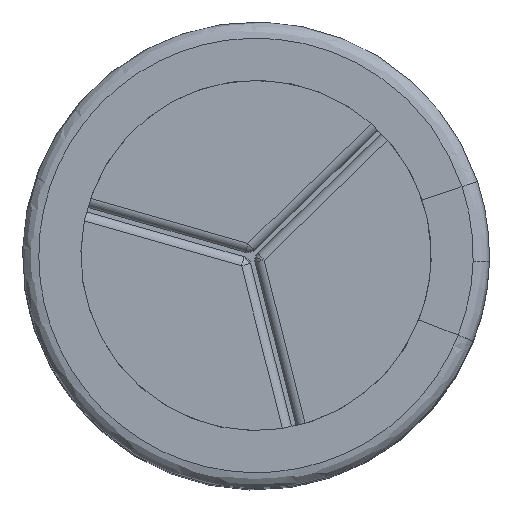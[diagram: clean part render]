
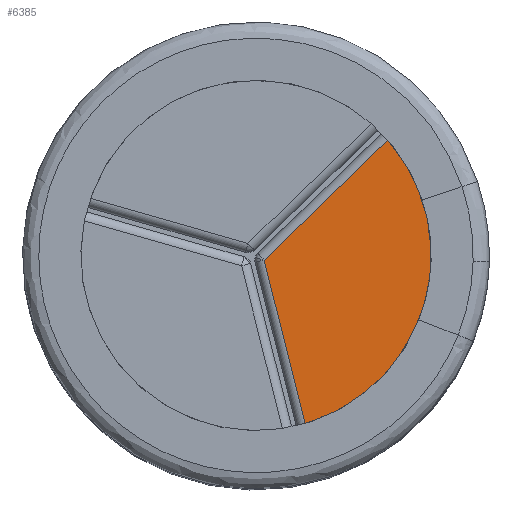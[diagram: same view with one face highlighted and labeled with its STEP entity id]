
A CAD part, top view. The second image highlights one B-rep face of the part: STEP entity #6385.
In plain terms, the highlighted planar face has unit normal (0, 0, 1).
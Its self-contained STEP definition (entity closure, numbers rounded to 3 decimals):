
#5105 = VERTEX_POINT('',#5106);
#5106 = CARTESIAN_POINT('',(-0.022,-0.098,
    0.));
#5120 = CYLINDRICAL_SURFACE('',#5121,0.1);
#5121 = AXIS2_PLACEMENT_3D('',#5122,#5123,#5124);
#5122 = CARTESIAN_POINT('',(0.033,-0.065,
    -0.1));
#5123 = DIRECTION('',(-0.855,-0.519,0.));
#5124 = DIRECTION('',(0.519,-0.855,0.));
#5171 = CYLINDRICAL_SURFACE('',#5172,0.1);
#5172 = AXIS2_PLACEMENT_3D('',#5173,#5174,#5175);
#5173 = CARTESIAN_POINT('',(1.036,-0.679,-0.1));
#5174 = DIRECTION('',(-0.877,0.481,0.));
#5175 = DIRECTION('',(-0.481,-0.877,0.));
#5573 = CYLINDRICAL_SURFACE('',#5574,1.875);
#5574 = AXIS2_PLACEMENT_3D('',#5575,#5576,#5577);
#5575 = CARTESIAN_POINT('',(0.,0.,0.));
#5576 = DIRECTION('',(0.,0.,-1.));
#5577 = DIRECTION('',(-1.,0.,0.));
#6015 = VERTEX_POINT('',#6016);
#6016 = CARTESIAN_POINT('',(1.595,-0.986,
    0.));
#6094 = EDGE_CURVE('',#6015,#6095,#6097,.T.);
#6095 = VERTEX_POINT('',#6096);
#6096 = CARTESIAN_POINT('',(-1.564,-1.034,
    0.));
#6097 = SURFACE_CURVE('',#6098,(#6103,#6110),.PCURVE_S1.);
#6098 = CIRCLE('',#6099,1.875);
#6099 = AXIS2_PLACEMENT_3D('',#6100,#6101,#6102);
#6100 = CARTESIAN_POINT('',(0.,0.,0.));
#6101 = DIRECTION('',(0.,0.,-1.));
#6102 = DIRECTION('',(-1.,0.,0.));
#6103 = PCURVE('',#5573,#6104);
#6104 = DEFINITIONAL_REPRESENTATION('',(#6105),#6109);
#6105 = LINE('',#6106,#6107);
#6106 = CARTESIAN_POINT('',(0.,0.));
#6107 = VECTOR('',#6108,1.);
#6108 = DIRECTION('',(1.,0.));
#6109 = ( GEOMETRIC_REPRESENTATION_CONTEXT(2) 
PARAMETRIC_REPRESENTATION_CONTEXT() REPRESENTATION_CONTEXT('2D SPACE',''
  ) );
#6110 = PCURVE('',#6111,#6116);
#6111 = PLANE('',#6112);
#6112 = AXIS2_PLACEMENT_3D('',#6113,#6114,#6115);
#6113 = CARTESIAN_POINT('',(0.,0.,
    0.));
#6114 = DIRECTION('',(0.,0.,1.));
#6115 = DIRECTION('',(1.,0.,0.));
#6116 = DEFINITIONAL_REPRESENTATION('',(#6117),#6125);
#6117 = ( BOUNDED_CURVE() B_SPLINE_CURVE(2,(#6118,#6119,#6120,#6121,
#6122,#6123,#6124),.UNSPECIFIED.,.T.,.F.) B_SPLINE_CURVE_WITH_KNOTS((1,2
    ,2,2,2,1),(-2.094,0.,2.094,4.189,
6.283,8.378),.UNSPECIFIED.) CURVE() 
GEOMETRIC_REPRESENTATION_ITEM() RATIONAL_B_SPLINE_CURVE((1.,0.5,1.,0.5,
1.,0.5,1.)) REPRESENTATION_ITEM('') );
#6118 = CARTESIAN_POINT('',(-1.875,0.));
#6119 = CARTESIAN_POINT('',(-1.875,3.248));
#6120 = CARTESIAN_POINT('',(0.938,1.624));
#6121 = CARTESIAN_POINT('',(3.75,0.));
#6122 = CARTESIAN_POINT('',(0.938,-1.624));
#6123 = CARTESIAN_POINT('',(-1.875,-3.248));
#6124 = CARTESIAN_POINT('',(-1.875,0.));
#6125 = ( GEOMETRIC_REPRESENTATION_CONTEXT(2) 
PARAMETRIC_REPRESENTATION_CONTEXT() REPRESENTATION_CONTEXT('2D SPACE',''
  ) );
#6385 = ADVANCED_FACE('',(#6386),#6111,.T.);
#6386 = FACE_BOUND('',#6387,.T.);
#6387 = EDGE_LOOP('',(#6388,#6409,#6410));
#6388 = ORIENTED_EDGE('',*,*,#6389,.T.);
#6389 = EDGE_CURVE('',#5105,#6095,#6390,.T.);
#6390 = SURFACE_CURVE('',#6391,(#6395,#6402),.PCURVE_S1.);
#6391 = LINE('',#6392,#6393);
#6392 = CARTESIAN_POINT('',(-0.022,-0.098,
    0.));
#6393 = VECTOR('',#6394,1.);
#6394 = DIRECTION('',(-0.855,-0.519,0.));
#6395 = PCURVE('',#6111,#6396);
#6396 = DEFINITIONAL_REPRESENTATION('',(#6397),#6401);
#6397 = LINE('',#6398,#6399);
#6398 = CARTESIAN_POINT('',(-0.022,-0.098));
#6399 = VECTOR('',#6400,1.);
#6400 = DIRECTION('',(-0.855,-0.519));
#6401 = ( GEOMETRIC_REPRESENTATION_CONTEXT(2) 
PARAMETRIC_REPRESENTATION_CONTEXT() REPRESENTATION_CONTEXT('2D SPACE',''
  ) );
#6402 = PCURVE('',#5120,#6403);
#6403 = DEFINITIONAL_REPRESENTATION('',(#6404),#6408);
#6404 = LINE('',#6405,#6406);
#6405 = CARTESIAN_POINT('',(1.571,0.064));
#6406 = VECTOR('',#6407,1.);
#6407 = DIRECTION('',(0.,1.));
#6408 = ( GEOMETRIC_REPRESENTATION_CONTEXT(2) 
PARAMETRIC_REPRESENTATION_CONTEXT() REPRESENTATION_CONTEXT('2D SPACE',''
  ) );
#6409 = ORIENTED_EDGE('',*,*,#6094,.F.);
#6410 = ORIENTED_EDGE('',*,*,#6411,.T.);
#6411 = EDGE_CURVE('',#6015,#5105,#6412,.T.);
#6412 = SURFACE_CURVE('',#6413,(#6417,#6424),.PCURVE_S1.);
#6413 = LINE('',#6414,#6415);
#6414 = CARTESIAN_POINT('',(1.595,-0.986,0.));
#6415 = VECTOR('',#6416,1.);
#6416 = DIRECTION('',(-0.877,0.481,0.));
#6417 = PCURVE('',#6111,#6418);
#6418 = DEFINITIONAL_REPRESENTATION('',(#6419),#6423);
#6419 = LINE('',#6420,#6421);
#6420 = CARTESIAN_POINT('',(1.595,-0.986));
#6421 = VECTOR('',#6422,1.);
#6422 = DIRECTION('',(-0.877,0.481));
#6423 = ( GEOMETRIC_REPRESENTATION_CONTEXT(2) 
PARAMETRIC_REPRESENTATION_CONTEXT() REPRESENTATION_CONTEXT('2D SPACE',''
  ) );
#6424 = PCURVE('',#5171,#6425);
#6425 = DEFINITIONAL_REPRESENTATION('',(#6426),#6430);
#6426 = LINE('',#6427,#6428);
#6427 = CARTESIAN_POINT('',(1.571,-0.637));
#6428 = VECTOR('',#6429,1.);
#6429 = DIRECTION('',(0.,1.));
#6430 = ( GEOMETRIC_REPRESENTATION_CONTEXT(2) 
PARAMETRIC_REPRESENTATION_CONTEXT() REPRESENTATION_CONTEXT('2D SPACE',''
  ) );
